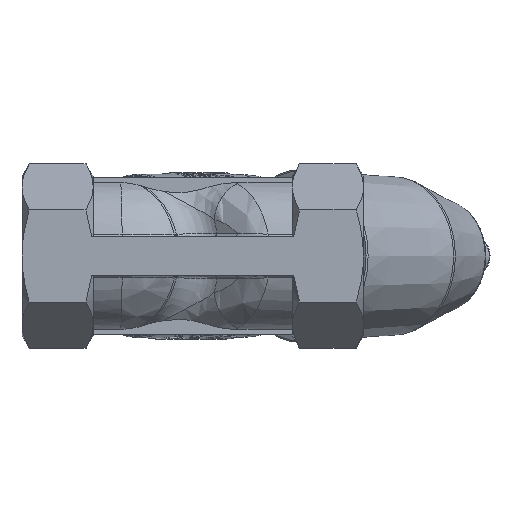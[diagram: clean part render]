
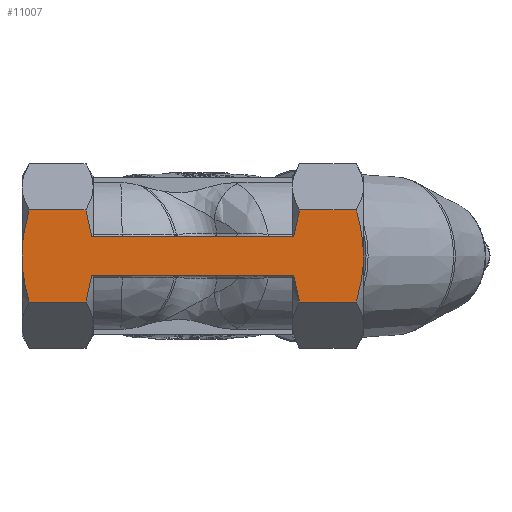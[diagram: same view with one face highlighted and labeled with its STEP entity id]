
A CAD part, front view. The second image highlights one B-rep face of the part: STEP entity #11007.
In plain terms, the highlighted planar face has unit normal (0, -1, 0).
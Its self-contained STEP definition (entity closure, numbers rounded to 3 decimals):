
#104=(
BOUNDED_CURVE()
B_SPLINE_CURVE(2,(#19160,#19161,#19162),.UNSPECIFIED.,.F.,.F.)
B_SPLINE_CURVE_WITH_KNOTS((3,3),(0.656,1.618),
 .UNSPECIFIED.)
CURVE()
GEOMETRIC_REPRESENTATION_ITEM()
RATIONAL_B_SPLINE_CURVE((1.029,1.042,1.032))
REPRESENTATION_ITEM('')
);
#109=(
BOUNDED_CURVE()
B_SPLINE_CURVE(2,(#19210,#19211,#19212),.UNSPECIFIED.,.F.,.F.)
B_SPLINE_CURVE_WITH_KNOTS((3,3),(0.764,2.519),
 .UNSPECIFIED.)
CURVE()
GEOMETRIC_REPRESENTATION_ITEM()
RATIONAL_B_SPLINE_CURVE((1.033,1.055,1.))
REPRESENTATION_ITEM('')
);
#110=(
BOUNDED_CURVE()
B_SPLINE_CURVE(2,(#19215,#19216,#19217),.UNSPECIFIED.,.F.,.F.)
B_SPLINE_CURVE_WITH_KNOTS((3,3),(2.519,4.275),
 .UNSPECIFIED.)
CURVE()
GEOMETRIC_REPRESENTATION_ITEM()
RATIONAL_B_SPLINE_CURVE((1.,1.055,1.033))
REPRESENTATION_ITEM('')
);
#113=(
BOUNDED_CURVE()
B_SPLINE_CURVE(2,(#19228,#19229,#19230),.UNSPECIFIED.,.F.,.F.)
B_SPLINE_CURVE_WITH_KNOTS((3,3),(0.656,1.618),
 .UNSPECIFIED.)
CURVE()
GEOMETRIC_REPRESENTATION_ITEM()
RATIONAL_B_SPLINE_CURVE((1.029,1.042,1.032))
REPRESENTATION_ITEM('')
);
#116=(
BOUNDED_CURVE()
B_SPLINE_CURVE(2,(#19239,#19240,#19241),.UNSPECIFIED.,.F.,.F.)
B_SPLINE_CURVE_WITH_KNOTS((3,3),(3.172,4.134),
 .UNSPECIFIED.)
CURVE()
GEOMETRIC_REPRESENTATION_ITEM()
RATIONAL_B_SPLINE_CURVE((1.032,1.042,1.029))
REPRESENTATION_ITEM('')
);
#117=(
BOUNDED_CURVE()
B_SPLINE_CURVE(2,(#19249,#19250,#19251),.UNSPECIFIED.,.F.,.F.)
B_SPLINE_CURVE_WITH_KNOTS((3,3),(3.172,4.134),
 .UNSPECIFIED.)
CURVE()
GEOMETRIC_REPRESENTATION_ITEM()
RATIONAL_B_SPLINE_CURVE((1.032,1.042,1.029))
REPRESENTATION_ITEM('')
);
#118=(
BOUNDED_CURVE()
B_SPLINE_CURVE(2,(#19254,#19255,#19256),.UNSPECIFIED.,.F.,.F.)
B_SPLINE_CURVE_WITH_KNOTS((3,3),(0.764,2.519),
 .UNSPECIFIED.)
CURVE()
GEOMETRIC_REPRESENTATION_ITEM()
RATIONAL_B_SPLINE_CURVE((1.033,1.055,1.))
REPRESENTATION_ITEM('')
);
#119=(
BOUNDED_CURVE()
B_SPLINE_CURVE(2,(#19258,#19259,#19260),.UNSPECIFIED.,.F.,.F.)
B_SPLINE_CURVE_WITH_KNOTS((3,3),(2.519,4.275),
 .UNSPECIFIED.)
CURVE()
GEOMETRIC_REPRESENTATION_ITEM()
RATIONAL_B_SPLINE_CURVE((1.,1.055,1.033))
REPRESENTATION_ITEM('')
);
#1648=FACE_OUTER_BOUND('',#2315,.T.);
#2315=EDGE_LOOP('',(#8034,#8035,#8036,#8037,#8038,#8039,#8040,#8041,#8042,
#8043,#8044,#8045,#8046,#8047));
#3071=LINE('',#19144,#3758);
#3077=LINE('',#19243,#3764);
#3078=LINE('',#19245,#3765);
#3079=LINE('',#19247,#3766);
#3080=LINE('',#19253,#3767);
#3081=LINE('',#19261,#3768);
#3758=VECTOR('',#13475,10.);
#3764=VECTOR('',#13529,10.);
#3765=VECTOR('',#13532,10.);
#3766=VECTOR('',#13533,10.);
#3767=VECTOR('',#13534,10.);
#3768=VECTOR('',#13535,10.);
#4656=VERTEX_POINT('',#18640);
#4707=VERTEX_POINT('',#19139);
#4708=VERTEX_POINT('',#19143);
#4711=VERTEX_POINT('',#19159);
#4717=VERTEX_POINT('',#19204);
#4718=VERTEX_POINT('',#19208);
#4719=VERTEX_POINT('',#19214);
#4720=VERTEX_POINT('',#19223);
#4721=VERTEX_POINT('',#19227);
#4722=VERTEX_POINT('',#19235);
#4723=VERTEX_POINT('',#19246);
#4724=VERTEX_POINT('',#19248);
#4725=VERTEX_POINT('',#19252);
#4726=VERTEX_POINT('',#19257);
#5980=EDGE_CURVE('',#4707,#4708,#3071,.T.);
#5988=EDGE_CURVE('',#4711,#4708,#104,.T.);
#6003=EDGE_CURVE('',#4717,#4718,#109,.T.);
#6004=EDGE_CURVE('',#4718,#4719,#110,.T.);
#6008=EDGE_CURVE('',#4721,#4720,#113,.T.);
#6011=EDGE_CURVE('',#4707,#4722,#116,.T.);
#6012=EDGE_CURVE('',#4719,#4721,#3077,.T.);
#6013=EDGE_CURVE('',#4717,#4722,#3078,.T.);
#6014=EDGE_CURVE('',#4720,#4723,#3079,.T.);
#6015=EDGE_CURVE('',#4723,#4724,#117,.T.);
#6016=EDGE_CURVE('',#4725,#4724,#3080,.T.);
#6017=EDGE_CURVE('',#4725,#4656,#118,.T.);
#6018=EDGE_CURVE('',#4656,#4726,#119,.T.);
#6019=EDGE_CURVE('',#4726,#4711,#3081,.T.);
#8034=ORIENTED_EDGE('',*,*,#6011,.T.);
#8035=ORIENTED_EDGE('',*,*,#6013,.F.);
#8036=ORIENTED_EDGE('',*,*,#6003,.T.);
#8037=ORIENTED_EDGE('',*,*,#6004,.T.);
#8038=ORIENTED_EDGE('',*,*,#6012,.T.);
#8039=ORIENTED_EDGE('',*,*,#6008,.T.);
#8040=ORIENTED_EDGE('',*,*,#6014,.T.);
#8041=ORIENTED_EDGE('',*,*,#6015,.T.);
#8042=ORIENTED_EDGE('',*,*,#6016,.F.);
#8043=ORIENTED_EDGE('',*,*,#6017,.T.);
#8044=ORIENTED_EDGE('',*,*,#6018,.T.);
#8045=ORIENTED_EDGE('',*,*,#6019,.T.);
#8046=ORIENTED_EDGE('',*,*,#5988,.T.);
#8047=ORIENTED_EDGE('',*,*,#5980,.F.);
#10626=PLANE('',#11982);
#11007=ADVANCED_FACE('',(#1648),#10626,.F.);
#11982=AXIS2_PLACEMENT_3D('',#19244,#13530,#13531);
#13475=DIRECTION('',(1.,0.,0.));
#13529=DIRECTION('',(1.,0.,0.));
#13530=DIRECTION('center_axis',(0.,1.,0.));
#13531=DIRECTION('ref_axis',(0.,0.,-1.));
#13532=DIRECTION('',(1.,0.,0.));
#13533=DIRECTION('',(1.,0.,0.));
#13534=DIRECTION('',(-1.,0.,0.));
#13535=DIRECTION('',(-1.,0.,0.));
#18640=CARTESIAN_POINT('',(85.5,-28.,0.));
#19139=CARTESIAN_POINT('',(-9.998,-28.,7.));
#19143=CARTESIAN_POINT('',(60.998,-28.,7.));
#19144=CARTESIAN_POINT('',(-24.5,-28.,7.));
#19159=CARTESIAN_POINT('',(63.001,-28.,16.166));
#19160=CARTESIAN_POINT('Ctrl Pts',(63.001,-28.,16.166));
#19161=CARTESIAN_POINT('Ctrl Pts',(61.603,-28.,11.323));
#19162=CARTESIAN_POINT('Ctrl Pts',(60.998,-28.,7.));
#19204=CARTESIAN_POINT('',(-31.999,-28.,16.166));
#19208=CARTESIAN_POINT('',(-34.5,-28.,0.));
#19210=CARTESIAN_POINT('Ctrl Pts',(-31.999,-28.,
16.166));
#19211=CARTESIAN_POINT('Ctrl Pts',(-34.5,-28.,7.503));
#19212=CARTESIAN_POINT('Ctrl Pts',(-34.5,-28.,0.));
#19214=CARTESIAN_POINT('',(-31.999,-28.,-16.166));
#19215=CARTESIAN_POINT('Ctrl Pts',(-34.5,-28.,0.));
#19216=CARTESIAN_POINT('Ctrl Pts',(-34.5,-28.,-7.503));
#19217=CARTESIAN_POINT('Ctrl Pts',(-31.999,-28.,
-16.166));
#19223=CARTESIAN_POINT('',(-9.998,-28.,-7.));
#19227=CARTESIAN_POINT('',(-12.001,-28.,-16.166));
#19228=CARTESIAN_POINT('Ctrl Pts',(-12.001,-28.,
-16.166));
#19229=CARTESIAN_POINT('Ctrl Pts',(-10.603,-28.,
-11.323));
#19230=CARTESIAN_POINT('Ctrl Pts',(-9.998,-28.,
-7.));
#19235=CARTESIAN_POINT('',(-12.001,-28.,16.166));
#19239=CARTESIAN_POINT('Ctrl Pts',(-9.998,-28.,
7.));
#19240=CARTESIAN_POINT('Ctrl Pts',(-10.603,-28.,
11.323));
#19241=CARTESIAN_POINT('Ctrl Pts',(-12.001,-28.,
16.166));
#19243=CARTESIAN_POINT('',(-34.5,-28.,-16.166));
#19244=CARTESIAN_POINT('Origin',(-34.5,-28.,16.166));
#19245=CARTESIAN_POINT('',(-34.5,-28.,16.166));
#19246=CARTESIAN_POINT('',(60.998,-28.,-7.));
#19247=CARTESIAN_POINT('',(-24.5,-28.,-7.));
#19248=CARTESIAN_POINT('',(63.001,-28.,-16.166));
#19249=CARTESIAN_POINT('Ctrl Pts',(60.998,-28.,-7.));
#19250=CARTESIAN_POINT('Ctrl Pts',(61.603,-28.,-11.323));
#19251=CARTESIAN_POINT('Ctrl Pts',(63.001,-28.,-16.166));
#19252=CARTESIAN_POINT('',(82.999,-28.,-16.166));
#19253=CARTESIAN_POINT('',(85.5,-28.,-16.166));
#19254=CARTESIAN_POINT('Ctrl Pts',(82.999,-28.,-16.166));
#19255=CARTESIAN_POINT('Ctrl Pts',(85.5,-28.,-7.503));
#19256=CARTESIAN_POINT('Ctrl Pts',(85.5,-28.,0.));
#19257=CARTESIAN_POINT('',(82.999,-28.,16.166));
#19258=CARTESIAN_POINT('Ctrl Pts',(85.5,-28.,0.));
#19259=CARTESIAN_POINT('Ctrl Pts',(85.5,-28.,7.503));
#19260=CARTESIAN_POINT('Ctrl Pts',(82.999,-28.,16.166));
#19261=CARTESIAN_POINT('',(85.5,-28.,16.166));
